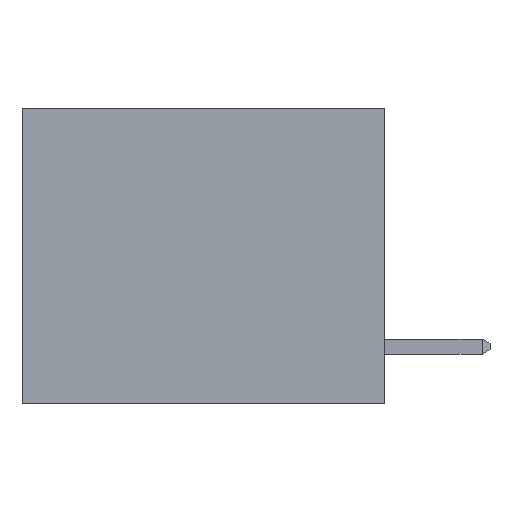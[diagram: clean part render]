
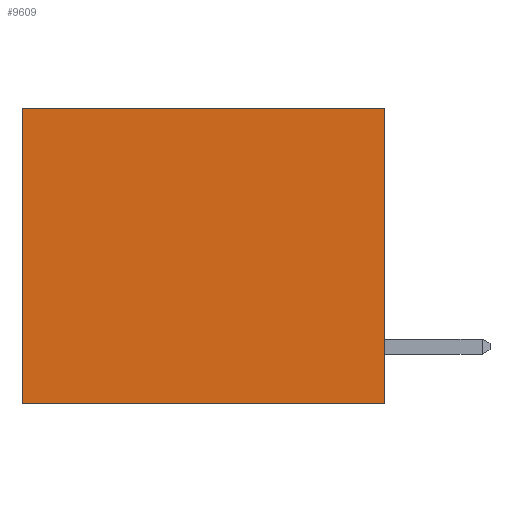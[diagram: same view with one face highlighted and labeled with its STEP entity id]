
A CAD part, left-side view. The second image highlights one B-rep face of the part: STEP entity #9609.
In plain terms, the highlighted planar face has unit normal (-1, 0, 0).
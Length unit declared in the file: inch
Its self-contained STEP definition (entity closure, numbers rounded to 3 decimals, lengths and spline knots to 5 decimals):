
#221 = ORIENTED_EDGE ( 'NONE', *, *, #2346, .F. ) ;
#736 = LINE ( 'NONE', #6175, #4582 ) ;
#984 = FACE_OUTER_BOUND ( 'NONE', #2084, .T. ) ;
#1553 = VECTOR ( 'NONE', #5661, 39.37008 ) ;
#2042 = CARTESIAN_POINT ( 'NONE',  ( 0.3165, 0.6, 0. ) ) ;
#2084 = EDGE_LOOP ( 'NONE', ( #5494, #2710, #221, #8437 ) ) ;
#2346 = EDGE_CURVE ( 'NONE', #3074, #5219, #2529, .T. ) ;
#2529 = LINE ( 'NONE', #4036, #5166 ) ;
#2710 = ORIENTED_EDGE ( 'NONE', *, *, #5353, .F. ) ;
#2812 = EDGE_CURVE ( 'NONE', #7121, #9402, #9872, .T. ) ;
#2923 = CARTESIAN_POINT ( 'NONE',  ( 0.3165, 0.6, -0.49 ) ) ;
#3074 = VERTEX_POINT ( 'NONE', #6207 ) ;
#3798 = DIRECTION ( 'NONE',  ( 1., 0., 0. ) ) ;
#4036 = CARTESIAN_POINT ( 'NONE',  ( 0.3165, 0., -0.49 ) ) ;
#4582 = VECTOR ( 'NONE', #7883, 39.37008 ) ;
#4616 = VECTOR ( 'NONE', #7812, 39.37008 ) ;
#5166 = VECTOR ( 'NONE', #9458, 39.37008 ) ;
#5219 = VERTEX_POINT ( 'NONE', #5919 ) ;
#5346 = PLANE ( 'NONE',  #9236 ) ;
#5353 = EDGE_CURVE ( 'NONE', #5219, #9402, #7409, .T. ) ;
#5494 = ORIENTED_EDGE ( 'NONE', *, *, #2812, .T. ) ;
#5661 = DIRECTION ( 'NONE',  ( 0., 0., -1. ) ) ;
#5919 = CARTESIAN_POINT ( 'NONE',  ( 0.3165, 0., -0.49 ) ) ;
#6175 = CARTESIAN_POINT ( 'NONE',  ( 0.3165, 0., 0. ) ) ;
#6207 = CARTESIAN_POINT ( 'NONE',  ( 0.3165, 0., 0. ) ) ;
#6900 = CARTESIAN_POINT ( 'NONE',  ( 0.3165, 0., -0.49 ) ) ;
#7121 = VERTEX_POINT ( 'NONE', #2042 ) ;
#7409 = LINE ( 'NONE', #9244, #4616 ) ;
#7812 = DIRECTION ( 'NONE',  ( 0., 1., 0. ) ) ;
#7883 = DIRECTION ( 'NONE',  ( 0., 1., 0. ) ) ;
#7973 = CARTESIAN_POINT ( 'NONE',  ( 0.3165, 0.6, -0.49 ) ) ;
#8437 = ORIENTED_EDGE ( 'NONE', *, *, #9726, .T. ) ;
#8478 = DIRECTION ( 'NONE',  ( 0., 0., -1. ) ) ;
#9236 = AXIS2_PLACEMENT_3D ( 'NONE', #6900, #3798, #8478 ) ;
#9244 = CARTESIAN_POINT ( 'NONE',  ( 0.3165, 0., -0.49 ) ) ;
#9402 = VERTEX_POINT ( 'NONE', #2923 ) ;
#9458 = DIRECTION ( 'NONE',  ( 0., 0., -1. ) ) ;
#9609 = ADVANCED_FACE ( 'NONE', ( #984 ), #5346, .F. ) ;
#9726 = EDGE_CURVE ( 'NONE', #3074, #7121, #736, .T. ) ;
#9872 = LINE ( 'NONE', #7973, #1553 ) ;
